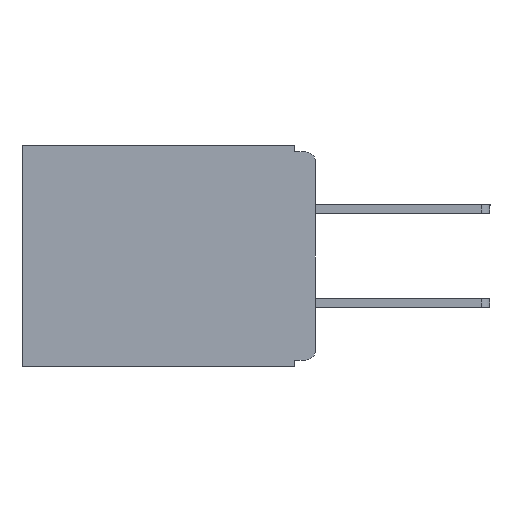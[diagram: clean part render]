
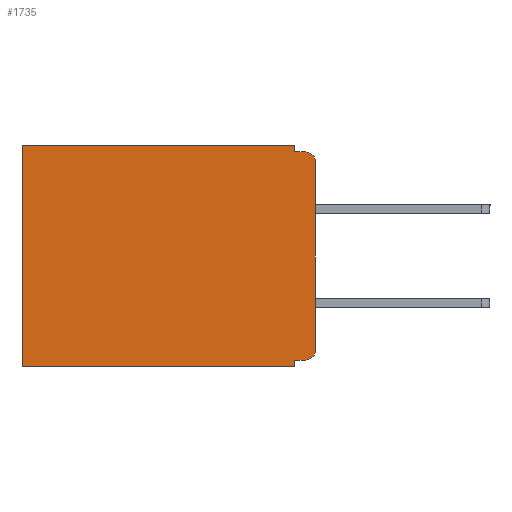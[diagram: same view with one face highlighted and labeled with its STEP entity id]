
A CAD part, left-side view. The second image highlights one B-rep face of the part: STEP entity #1735.
In plain terms, the highlighted planar face has unit normal (-1, 0, 0).
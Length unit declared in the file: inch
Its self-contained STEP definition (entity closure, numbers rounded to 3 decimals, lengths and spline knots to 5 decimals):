
#812 = CARTESIAN_POINT ( 'NONE',  ( 0.3, 0.031, -0.33 ) ) ;
#1147 = VERTEX_POINT ( 'NONE', #21426 ) ;
#1218 = CARTESIAN_POINT ( 'NONE',  ( 0.3, 0.015, -0.01 ) ) ;
#1515 = AXIS2_PLACEMENT_3D ( 'NONE', #9718, #21680, #11454 ) ;
#1735 = ADVANCED_FACE ( 'NONE', ( #8836 ), #13717, .F. ) ;
#1737 = VECTOR ( 'NONE', #21880, 39.37008 ) ;
#2001 = VERTEX_POINT ( 'NONE', #8967 ) ;
#2479 = CARTESIAN_POINT ( 'NONE',  ( 0.3, 0.031, 0. ) ) ;
#2547 = DIRECTION ( 'NONE',  ( 0., 1., 0. ) ) ;
#2613 = CARTESIAN_POINT ( 'NONE',  ( 0.3, 0., -0.305 ) ) ;
#2641 = CIRCLE ( 'NONE', #21285, 0.015 ) ;
#2983 = DIRECTION ( 'NONE',  ( 0., 1., 0. ) ) ;
#4177 = ORIENTED_EDGE ( 'NONE', *, *, #8777, .F. ) ;
#4417 = DIRECTION ( 'NONE',  ( 0., -1., 0. ) ) ;
#5221 = LINE ( 'NONE', #11515, #6343 ) ;
#5329 = VECTOR ( 'NONE', #2547, 39.37008 ) ;
#5573 = VERTEX_POINT ( 'NONE', #20502 ) ;
#5642 = VERTEX_POINT ( 'NONE', #21635 ) ;
#5814 = ORIENTED_EDGE ( 'NONE', *, *, #9413, .F. ) ;
#6063 = DIRECTION ( 'NONE',  ( -1., 0., 0. ) ) ;
#6243 = EDGE_CURVE ( 'NONE', #14755, #5642, #13899, .T. ) ;
#6343 = VECTOR ( 'NONE', #8028, 39.37008 ) ;
#6445 = ORIENTED_EDGE ( 'NONE', *, *, #16742, .T. ) ;
#7010 = VERTEX_POINT ( 'NONE', #17157 ) ;
#7227 = VECTOR ( 'NONE', #14924, 39.37008 ) ;
#7607 = VECTOR ( 'NONE', #2983, 39.37008 ) ;
#7859 = CARTESIAN_POINT ( 'NONE',  ( 0.3, 0.031, -0.33 ) ) ;
#8028 = DIRECTION ( 'NONE',  ( 0., 0., -1. ) ) ;
#8232 = EDGE_CURVE ( 'NONE', #19959, #14755, #14070, .T. ) ;
#8529 = VECTOR ( 'NONE', #14148, 39.37008 ) ;
#8777 = EDGE_CURVE ( 'NONE', #7010, #15769, #16490, .T. ) ;
#8836 = FACE_OUTER_BOUND ( 'NONE', #13186, .T. ) ;
#8967 = CARTESIAN_POINT ( 'NONE',  ( 0.3, 0., -0.025 ) ) ;
#9413 = EDGE_CURVE ( 'NONE', #1147, #10152, #17233, .T. ) ;
#9480 = ORIENTED_EDGE ( 'NONE', *, *, #20295, .F. ) ;
#9708 = CARTESIAN_POINT ( 'NONE',  ( 0.3, 0., -0.01 ) ) ;
#9718 = CARTESIAN_POINT ( 'NONE',  ( 0.3, 0.015, -0.305 ) ) ;
#10152 = VERTEX_POINT ( 'NONE', #1218 ) ;
#10788 = AXIS2_PLACEMENT_3D ( 'NONE', #13116, #18033, #13018 ) ;
#11136 = EDGE_CURVE ( 'NONE', #19959, #1147, #5221, .T. ) ;
#11357 = ORIENTED_EDGE ( 'NONE', *, *, #17422, .F. ) ;
#11454 = DIRECTION ( 'NONE',  ( 0., 0., -1. ) ) ;
#11515 = CARTESIAN_POINT ( 'NONE',  ( 0.3, 0.031, 0. ) ) ;
#12293 = LINE ( 'NONE', #13445, #7607 ) ;
#12388 = CARTESIAN_POINT ( 'NONE',  ( 0.3, 0.437, -0.33 ) ) ;
#12465 = DIRECTION ( 'NONE',  ( 0., 0., -1. ) ) ;
#13018 = DIRECTION ( 'NONE',  ( 0., 0., -1. ) ) ;
#13116 = CARTESIAN_POINT ( 'NONE',  ( 0.3, 0., -0.33 ) ) ;
#13153 = LINE ( 'NONE', #19237, #8529 ) ;
#13186 = EDGE_LOOP ( 'NONE', ( #11357, #6445, #5814, #18390, #15944, #22305, #9480, #4177, #19652, #21029 ) ) ;
#13290 = EDGE_CURVE ( 'NONE', #5573, #18795, #21300, .T. ) ;
#13445 = CARTESIAN_POINT ( 'NONE',  ( 0.3, 0., -0.32 ) ) ;
#13547 = CARTESIAN_POINT ( 'NONE',  ( 0.3, 0.437, 0. ) ) ;
#13717 = PLANE ( 'NONE',  #10788 ) ;
#13899 = LINE ( 'NONE', #12388, #14459 ) ;
#14070 = LINE ( 'NONE', #14867, #5329 ) ;
#14148 = DIRECTION ( 'NONE',  ( 0., 1., 0. ) ) ;
#14459 = VECTOR ( 'NONE', #12465, 39.37008 ) ;
#14755 = VERTEX_POINT ( 'NONE', #13547 ) ;
#14867 = CARTESIAN_POINT ( 'NONE',  ( 0.3, 0., 0. ) ) ;
#14924 = DIRECTION ( 'NONE',  ( 0., 0., -1. ) ) ;
#15769 = VERTEX_POINT ( 'NONE', #7859 ) ;
#15944 = ORIENTED_EDGE ( 'NONE', *, *, #8232, .T. ) ;
#16329 = LINE ( 'NONE', #16749, #1737 ) ;
#16482 = CARTESIAN_POINT ( 'NONE',  ( 0.3, 0.015, -0.025 ) ) ;
#16490 = LINE ( 'NONE', #812, #7227 ) ;
#16725 = VECTOR ( 'NONE', #4417, 39.37008 ) ;
#16742 = EDGE_CURVE ( 'NONE', #2001, #10152, #2641, .T. ) ;
#16749 = CARTESIAN_POINT ( 'NONE',  ( 0.3, 0., -0.33 ) ) ;
#17157 = CARTESIAN_POINT ( 'NONE',  ( 0.3, 0.031, -0.32 ) ) ;
#17233 = LINE ( 'NONE', #9708, #16725 ) ;
#17422 = EDGE_CURVE ( 'NONE', #2001, #18795, #16329, .T. ) ;
#18033 = DIRECTION ( 'NONE',  ( 1., 0., 0. ) ) ;
#18161 = DIRECTION ( 'NONE',  ( 0., 0., -1. ) ) ;
#18390 = ORIENTED_EDGE ( 'NONE', *, *, #11136, .F. ) ;
#18795 = VERTEX_POINT ( 'NONE', #2613 ) ;
#19237 = CARTESIAN_POINT ( 'NONE',  ( 0.3, 0., -0.33 ) ) ;
#19652 = ORIENTED_EDGE ( 'NONE', *, *, #21308, .F. ) ;
#19959 = VERTEX_POINT ( 'NONE', #2479 ) ;
#20295 = EDGE_CURVE ( 'NONE', #15769, #5642, #13153, .T. ) ;
#20502 = CARTESIAN_POINT ( 'NONE',  ( 0.3, 0.015, -0.32 ) ) ;
#21029 = ORIENTED_EDGE ( 'NONE', *, *, #13290, .T. ) ;
#21285 = AXIS2_PLACEMENT_3D ( 'NONE', #16482, #6063, #18161 ) ;
#21300 = CIRCLE ( 'NONE', #1515, 0.015 ) ;
#21308 = EDGE_CURVE ( 'NONE', #5573, #7010, #12293, .T. ) ;
#21426 = CARTESIAN_POINT ( 'NONE',  ( 0.3, 0.031, -0.01 ) ) ;
#21635 = CARTESIAN_POINT ( 'NONE',  ( 0.3, 0.437, -0.33 ) ) ;
#21680 = DIRECTION ( 'NONE',  ( -1., 0., 0. ) ) ;
#21880 = DIRECTION ( 'NONE',  ( 0., 0., -1. ) ) ;
#22305 = ORIENTED_EDGE ( 'NONE', *, *, #6243, .T. ) ;
